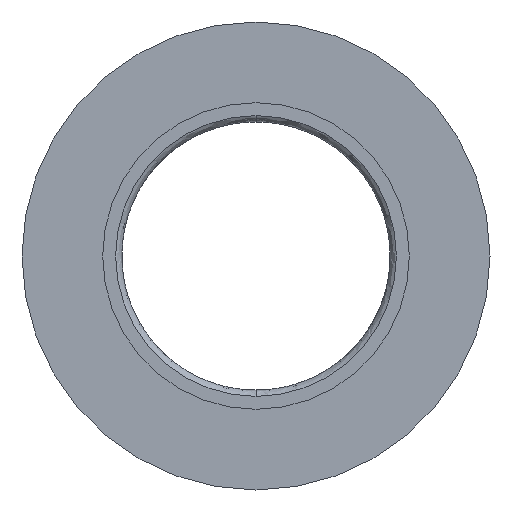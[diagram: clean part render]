
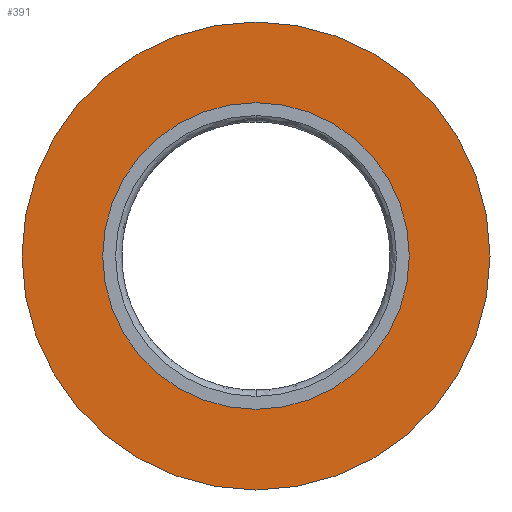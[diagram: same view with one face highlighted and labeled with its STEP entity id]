
A CAD part, left-side view. The second image highlights one B-rep face of the part: STEP entity #391.
In plain terms, the highlighted planar face has unit normal (-1, 0, 0).
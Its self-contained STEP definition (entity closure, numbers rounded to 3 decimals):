
#391=ADVANCED_FACE('',(#2926,#2927),#2925,.F.);
#2925=PLANE('',#7820);
#2926=FACE_OUTER_BOUND('',#7821,.T.);
#2927=FACE_BOUND('',#7822,.T.);
#7817=CARTESIAN_POINT('',(-52.5,-41.569,26.));
#7818=DIRECTION('',(1.,0.,0.));
#7819=DIRECTION('',(0.,0.,-1.));
#7820=AXIS2_PLACEMENT_3D('',#7817,#7818,#7819);
#7821=EDGE_LOOP('',(#9039,#9040));
#7822=EDGE_LOOP('',(#9041,#9042));
#9039=ORIENTED_EDGE('',*,*,#9655,.T.);
#9040=ORIENTED_EDGE('',*,*,#9656,.T.);
#9041=ORIENTED_EDGE('',*,*,#9657,.F.);
#9042=ORIENTED_EDGE('',*,*,#9658,.F.);
#9655=EDGE_CURVE('',#12971,#12972,#12973,.T.);
#9656=EDGE_CURVE('',#12972,#12971,#12979,.T.);
#9657=EDGE_CURVE('',#12985,#12986,#12987,.T.);
#9658=EDGE_CURVE('',#12986,#12985,#12993,.T.);
#12971=VERTEX_POINT('',#15791);
#12972=VERTEX_POINT('',#15792);
#12973=CIRCLE('',#15796,20.);
#12979=CIRCLE('',#15800,20.);
#12985=VERTEX_POINT('',#15801);
#12986=VERTEX_POINT('',#15802);
#12987=CIRCLE('',#15806,13.1);
#12993=CIRCLE('',#15810,13.1);
#15791=CARTESIAN_POINT('',(-52.5,0.,20.));
#15792=CARTESIAN_POINT('',(-52.5,0.,-20.));
#15793=CARTESIAN_POINT('',(-52.5,0.,0.));
#15794=DIRECTION('',(-1.,0.,0.));
#15795=DIRECTION('',(0.,0.,1.));
#15796=AXIS2_PLACEMENT_3D('',#15793,#15794,#15795);
#15797=CARTESIAN_POINT('',(-52.5,0.,0.));
#15798=DIRECTION('',(-1.,0.,0.));
#15799=DIRECTION('',(0.,0.,1.));
#15800=AXIS2_PLACEMENT_3D('',#15797,#15798,#15799);
#15801=CARTESIAN_POINT('',(-52.5,0.,-13.1));
#15802=CARTESIAN_POINT('',(-52.5,0.,13.1));
#15803=CARTESIAN_POINT('',(-52.5,0.,0.));
#15804=DIRECTION('',(-1.,0.,0.));
#15805=DIRECTION('',(0.,0.,1.));
#15806=AXIS2_PLACEMENT_3D('',#15803,#15804,#15805);
#15807=CARTESIAN_POINT('',(-52.5,0.,0.));
#15808=DIRECTION('',(-1.,0.,0.));
#15809=DIRECTION('',(0.,0.,1.));
#15810=AXIS2_PLACEMENT_3D('',#15807,#15808,#15809);
